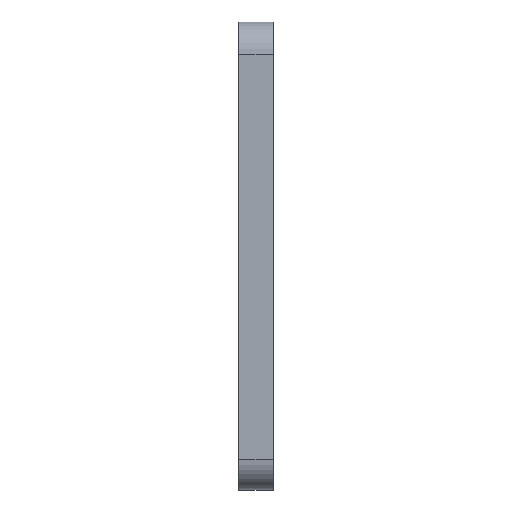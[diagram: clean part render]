
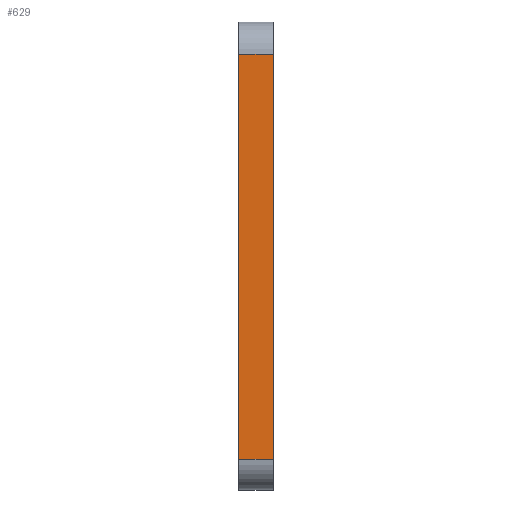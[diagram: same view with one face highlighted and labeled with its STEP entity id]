
A CAD part, left-side view. The second image highlights one B-rep face of the part: STEP entity #629.
In plain terms, the highlighted planar face has unit normal (-1, 0, 0).
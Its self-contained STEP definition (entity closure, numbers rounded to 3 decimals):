
#181 = DIRECTION ( 'NONE',  ( 0., 0., -1. ) ) ;
#302 = EDGE_CURVE ( 'NONE', #19417, #3114, #25847, .T. ) ;
#561 = DIRECTION ( 'NONE',  ( 0., 0., -1. ) ) ;
#629 = ADVANCED_FACE ( 'NONE', ( #25920 ), #7738, .F. ) ;
#1429 = ORIENTED_EDGE ( 'NONE', *, *, #302, .F. ) ;
#2669 = VECTOR ( 'NONE', #6334, 1000. ) ;
#2851 = EDGE_CURVE ( 'NONE', #19417, #11444, #21995, .T. ) ;
#3114 = VERTEX_POINT ( 'NONE', #25544 ) ;
#3191 = CARTESIAN_POINT ( 'NONE',  ( -120.725, -5., -101.819 ) ) ;
#3999 = CARTESIAN_POINT ( 'NONE',  ( -120.725, -5., 85.969 ) ) ;
#4256 = VECTOR ( 'NONE', #20520, 1000. ) ;
#4337 = CARTESIAN_POINT ( 'NONE',  ( -120.725, -5., -101.819 ) ) ;
#4768 = ORIENTED_EDGE ( 'NONE', *, *, #2851, .T. ) ;
#6334 = DIRECTION ( 'NONE',  ( 0., 1., 0. ) ) ;
#7681 = CARTESIAN_POINT ( 'NONE',  ( -120.725, 11., 0. ) ) ;
#7738 = PLANE ( 'NONE',  #8281 ) ;
#7926 = DIRECTION ( 'NONE',  ( 0., 0., 1. ) ) ;
#8281 = AXIS2_PLACEMENT_3D ( 'NONE', #8382, #18084, #181 ) ;
#8382 = CARTESIAN_POINT ( 'NONE',  ( -120.725, -5., 90.969 ) ) ;
#10314 = LINE ( 'NONE', #18423, #2669 ) ;
#11186 = VERTEX_POINT ( 'NONE', #3999 ) ;
#11444 = VERTEX_POINT ( 'NONE', #3191 ) ;
#12922 = EDGE_CURVE ( 'NONE', #11186, #3114, #10314, .T. ) ;
#14353 = CARTESIAN_POINT ( 'NONE',  ( -120.725, 11., -101.819 ) ) ;
#14559 = EDGE_CURVE ( 'NONE', #11186, #11444, #18845, .T. ) ;
#15237 = ORIENTED_EDGE ( 'NONE', *, *, #14559, .F. ) ;
#17134 = CARTESIAN_POINT ( 'NONE',  ( -120.725, -5., 90.969 ) ) ;
#18084 = DIRECTION ( 'NONE',  ( 1., 0., 0. ) ) ;
#18423 = CARTESIAN_POINT ( 'NONE',  ( -120.725, 11., 85.969 ) ) ;
#18732 = EDGE_LOOP ( 'NONE', ( #15237, #25044, #1429, #4768 ) ) ;
#18845 = LINE ( 'NONE', #17134, #24725 ) ;
#18856 = VECTOR ( 'NONE', #7926, 1000. ) ;
#19417 = VERTEX_POINT ( 'NONE', #14353 ) ;
#20520 = DIRECTION ( 'NONE',  ( 0., -1., 0. ) ) ;
#21995 = LINE ( 'NONE', #4337, #4256 ) ;
#24725 = VECTOR ( 'NONE', #561, 1000. ) ;
#25044 = ORIENTED_EDGE ( 'NONE', *, *, #12922, .T. ) ;
#25544 = CARTESIAN_POINT ( 'NONE',  ( -120.725, 11., 85.969 ) ) ;
#25847 = LINE ( 'NONE', #7681, #18856 ) ;
#25920 = FACE_OUTER_BOUND ( 'NONE', #18732, .T. ) ;
